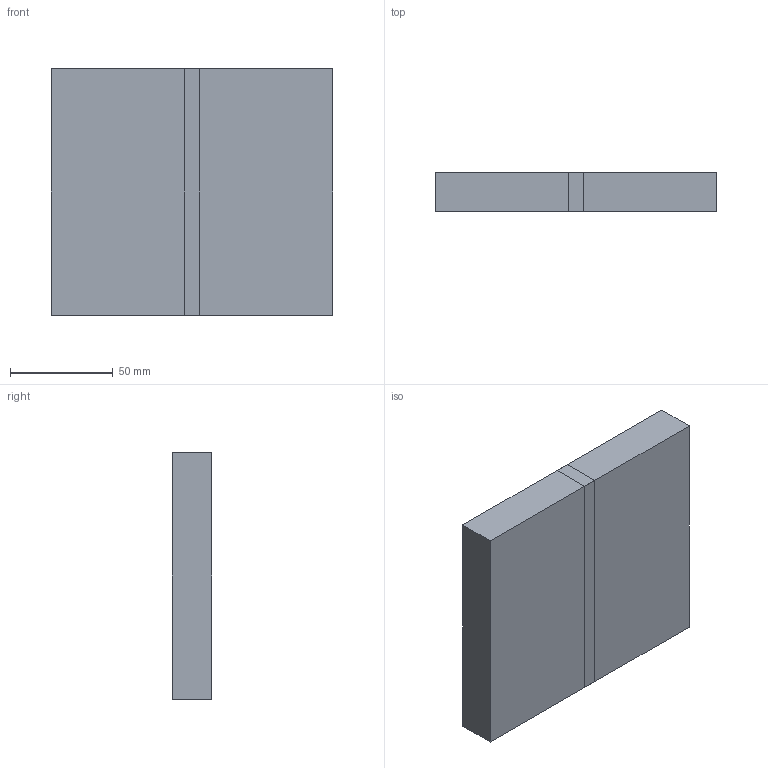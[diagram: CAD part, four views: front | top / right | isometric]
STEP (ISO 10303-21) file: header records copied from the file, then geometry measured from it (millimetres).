
FILE_DESCRIPTION(/* description */ (''),/* implementation_level */ '2;1');
FILE_NAME(/* name */ 'Mót.step',/* time_stamp */ '2022-04-18T13:44:07+00:00',/* author */ (''),/* organization */ (''),/* preprocessor_version */ 'ST-DEVELOPER v18.1',/* originating_system */ 'Autodesk Translation Framework v10.14.0.1471',/* authorisation */ '');
FILE_SCHEMA (('AUTOMOTIVE_DESIGN { 1 0 10303 214 3 1 1 }'));
Products named in the file (3): Golf_3.3 (v9~recovered); Component1; Component2
Assembly tree (2 placements, depth 2):
  Golf_3.3 (v9~recovered)
    Component1
    Component2
Bounding box: 137.14 x 19.01 x 120 mm (x, y, z)
Volume: 253697.6 mm3; surface area: 57840.6 mm2
Topology: 2 solids, 2 shells, 802 faces, 1158 edges, 980 vertices
Faces by surface type: sphere 714, plane 82, cylinder 4, cone 2
Entity records: 47591 total; most frequent: CARTESIAN_POINT 34043, ORIENTED_EDGE 2316, DIRECTION 2192, EDGE_LOOP 1422, EDGE_CURVE 1158, VERTEX_POINT 980, AXIS2_PLACEMENT_3D 973, FACE_OUTER_BOUND 802
